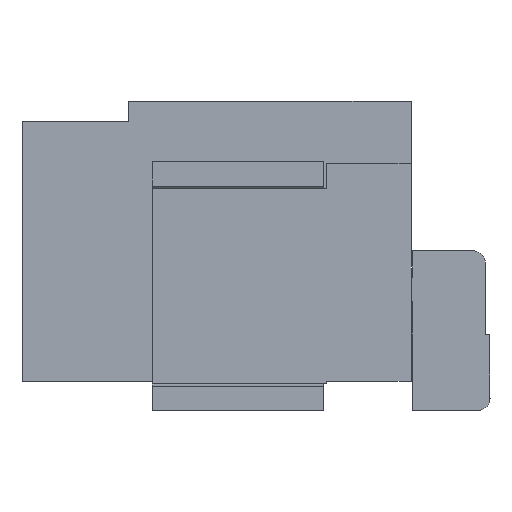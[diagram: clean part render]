
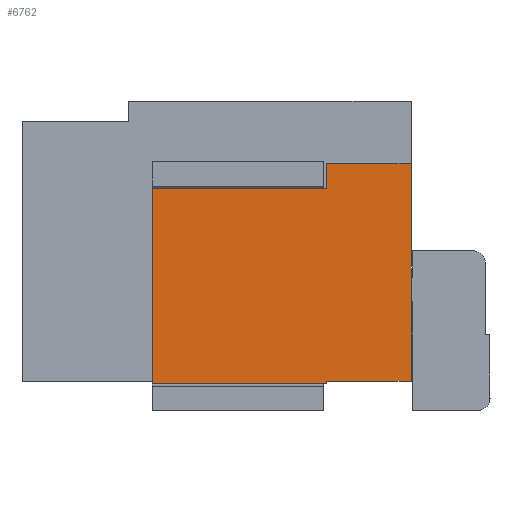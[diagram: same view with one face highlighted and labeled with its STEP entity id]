
A CAD part, left-side view. The second image highlights one B-rep face of the part: STEP entity #6762.
In plain terms, the highlighted planar face has unit normal (-1, 0, 0).
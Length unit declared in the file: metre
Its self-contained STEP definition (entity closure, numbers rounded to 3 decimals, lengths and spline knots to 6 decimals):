
#406=ORIENTED_EDGE('',*,*,#2266,.F.);
#407=ORIENTED_EDGE('',*,*,#2267,.F.);
#408=ORIENTED_EDGE('',*,*,#2262,.T.);
#409=ORIENTED_EDGE('',*,*,#2259,.F.);
#410=ORIENTED_EDGE('',*,*,#2242,.F.);
#411=ORIENTED_EDGE('',*,*,#2249,.T.);
#412=ORIENTED_EDGE('',*,*,#2261,.T.);
#413=ORIENTED_EDGE('',*,*,#2268,.T.);
#2242=EDGE_CURVE('',#3174,#3175,#3826,.T.);
#2249=EDGE_CURVE('',#3174,#3181,#3831,.T.);
#2259=EDGE_CURVE('',#3175,#3186,#3838,.T.);
#2261=EDGE_CURVE('',#3181,#3187,#3840,.T.);
#2262=EDGE_CURVE('',#3188,#3186,#3841,.T.);
#2266=EDGE_CURVE('',#3191,#3192,#3845,.T.);
#2267=EDGE_CURVE('',#3188,#3191,#3846,.T.);
#2268=EDGE_CURVE('',#3187,#3192,#3847,.T.);
#3174=VERTEX_POINT('',#10504);
#3175=VERTEX_POINT('',#10505);
#3181=VERTEX_POINT('',#10518);
#3186=VERTEX_POINT('',#10537);
#3187=VERTEX_POINT('',#10541);
#3188=VERTEX_POINT('',#10545);
#3191=VERTEX_POINT('',#10553);
#3192=VERTEX_POINT('',#10554);
#3826=LINE('',#10503,#4649);
#3831=LINE('',#10519,#4654);
#3838=LINE('',#10538,#4661);
#3840=LINE('',#10542,#4663);
#3841=LINE('',#10544,#4664);
#3845=LINE('',#10552,#4668);
#3846=LINE('',#10555,#4669);
#3847=LINE('',#10556,#4670);
#4649=VECTOR('',#8843,1.);
#4654=VECTOR('',#8854,1.);
#4661=VECTOR('',#8875,1.);
#4663=VECTOR('',#8879,1.);
#4664=VECTOR('',#8882,1.);
#4668=VECTOR('',#8888,1.);
#4669=VECTOR('',#8889,1.);
#4670=VECTOR('',#8890,1.);
#5422=EDGE_LOOP('',(#406,#407,#408,#409,#410,#411,#412,#413));
#5837=FACE_BOUND('',#5422,.T.);
#6248=PLANE('',#8329);
#6762=ADVANCED_FACE('',(#5837),#6248,.T.);
#8329=AXIS2_PLACEMENT_3D('',#10551,#8886,#8887);
#8843=DIRECTION('',(0.,0.,1.));
#8854=DIRECTION('',(0.,-1.,0.));
#8875=DIRECTION('',(0.,-1.,0.));
#8879=DIRECTION('',(0.,0.,1.));
#8882=DIRECTION('',(0.,0.,-1.));
#8886=DIRECTION('',(-1.,0.,0.));
#8887=DIRECTION('',(0.,0.,1.));
#8888=DIRECTION('',(0.,0.,-1.));
#8889=DIRECTION('',(0.,-1.,0.));
#8890=DIRECTION('',(0.,-1.,0.));
#10503=CARTESIAN_POINT('',(-0.006414,0.003416,0.00254));
#10504=CARTESIAN_POINT('',(-0.006414,0.003416,0.000305));
#10505=CARTESIAN_POINT('',(-0.006414,0.003416,0.00254));
#10518=CARTESIAN_POINT('',(-0.006414,0.001422,0.000305));
#10519=CARTESIAN_POINT('',(-0.006414,0.003416,0.000305));
#10537=CARTESIAN_POINT('',(-0.006414,0.001422,0.00254));
#10538=CARTESIAN_POINT('',(-0.006414,0.003416,0.00254));
#10541=CARTESIAN_POINT('',(-0.006414,0.001422,0.000334));
#10542=CARTESIAN_POINT('',(-0.006414,0.001422,0.002823));
#10544=CARTESIAN_POINT('',(-0.006414,0.001422,0.002823));
#10545=CARTESIAN_POINT('',(-0.006414,0.001422,0.002823));
#10551=CARTESIAN_POINT('',(-0.006414,0.001422,0.002823));
#10552=CARTESIAN_POINT('',(-0.006414,0.000457,0.002823));
#10553=CARTESIAN_POINT('',(-0.006414,0.000457,0.002823));
#10554=CARTESIAN_POINT('',(-0.006414,0.000457,0.000334));
#10555=CARTESIAN_POINT('',(-0.006414,0.001422,0.002823));
#10556=CARTESIAN_POINT('',(-0.006414,0.001422,0.000334));
